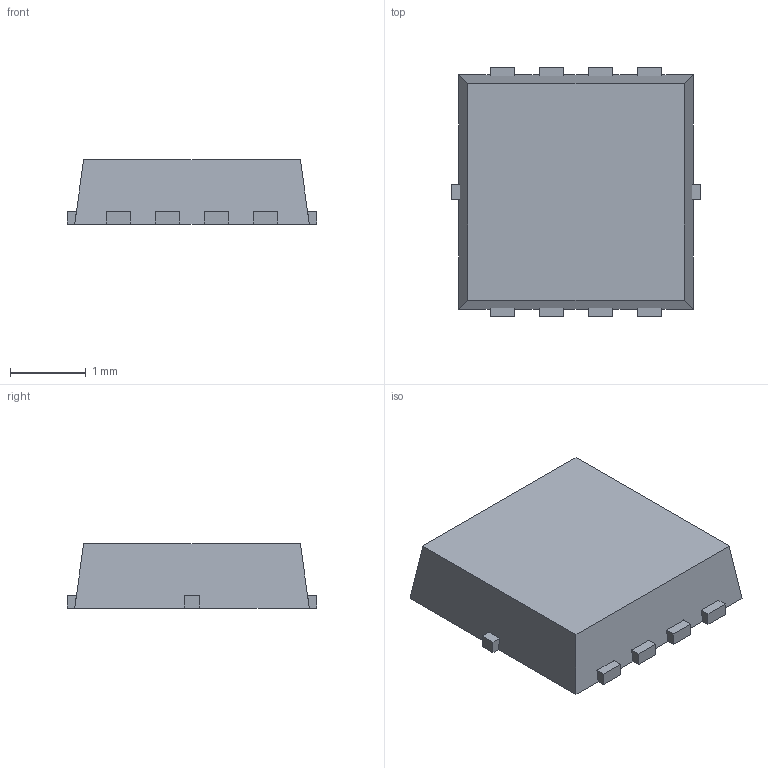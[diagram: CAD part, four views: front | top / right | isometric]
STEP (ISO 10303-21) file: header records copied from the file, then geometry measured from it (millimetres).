
FILE_DESCRIPTION(/* description */ (''),/* implementation_level */ '2;1');
FILE_NAME(/* name */ 'TSON Advance.step',/* time_stamp */ '2022-03-03T22:04:06+01:00',/* author */ (''),/* organization */ (''),/* preprocessor_version */ 'ST-DEVELOPER v18.1',/* originating_system */ 'Autodesk Translation Framework v10.13.0.1454',/* authorisation */ '');
FILE_SCHEMA (('AUTOMOTIVE_DESIGN { 1 0 10303 214 3 1 1 }'));
Length unit declared in the file: millimetre
Products named in the file (1): (Unsaved)
Bounding box: 3.3 x 3.3 x 0.85 mm (x, y, z)
Volume: 7.6 mm3; surface area: 44.5 mm2
Topology: 6 solids, 6 shells, 112 faces, 300 edges, 200 vertices
Faces by surface type: plane 104, cylinder 8
Entity records: 3482 total; most frequent: CARTESIAN_POINT 613, ORIENTED_EDGE 600, DIRECTION 542, EDGE_CURVE 300, LINE 284, VECTOR 284, VERTEX_POINT 200, AXIS2_PLACEMENT_3D 129
